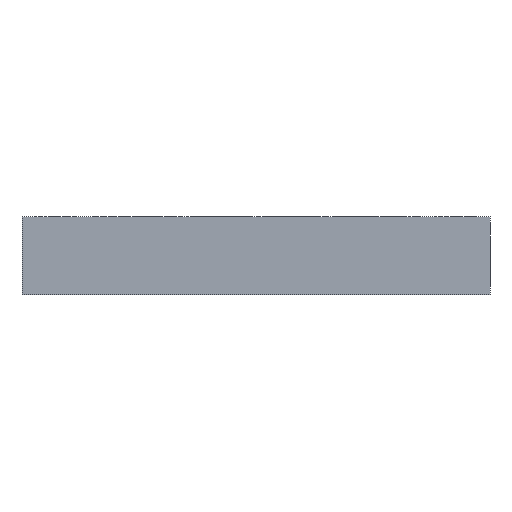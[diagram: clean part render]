
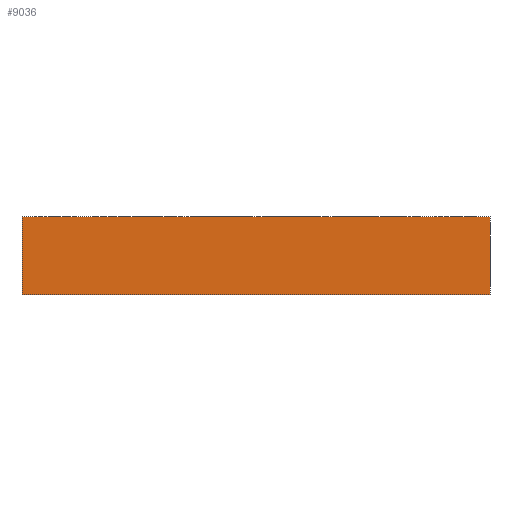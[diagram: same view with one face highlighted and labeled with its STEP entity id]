
A CAD part, left-side view. The second image highlights one B-rep face of the part: STEP entity #9036.
In plain terms, the highlighted planar face has unit normal (-1, 0, 0).
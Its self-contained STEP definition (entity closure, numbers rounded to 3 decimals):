
#603=PLANE('',#9568);
#1053=FACE_OUTER_BOUND('',#1552,.T.);
#1552=EDGE_LOOP('',(#8065,#8066,#8067,#8068));
#1909=LINE('',#13440,#2769);
#2325=LINE('',#14465,#3185);
#2442=LINE('',#15756,#3302);
#2443=LINE('',#15757,#3303);
#2769=VECTOR('',#10083,10.);
#3185=VECTOR('',#10815,10.);
#3302=VECTOR('',#11458,10.);
#3303=VECTOR('',#11459,10.);
#3848=VERTEX_POINT('',#13433);
#3851=VERTEX_POINT('',#13438);
#4149=VERTEX_POINT('',#14462);
#4150=VERTEX_POINT('',#14464);
#4865=EDGE_CURVE('',#3848,#3851,#1909,.T.);
#5305=EDGE_CURVE('',#4149,#4150,#2325,.T.);
#5637=EDGE_CURVE('',#4149,#3848,#2442,.T.);
#5638=EDGE_CURVE('',#4150,#3851,#2443,.T.);
#8065=ORIENTED_EDGE('',*,*,#5637,.T.);
#8066=ORIENTED_EDGE('',*,*,#4865,.T.);
#8067=ORIENTED_EDGE('',*,*,#5638,.F.);
#8068=ORIENTED_EDGE('',*,*,#5305,.F.);
#9036=ADVANCED_FACE('',(#1053),#603,.T.);
#9568=AXIS2_PLACEMENT_3D('',#15755,#11456,#11457);
#10083=DIRECTION('',(0.,0.,1.));
#10815=DIRECTION('',(0.,0.,1.));
#11456=DIRECTION('center_axis',(-1.,0.,0.));
#11457=DIRECTION('ref_axis',(0.,-1.,0.));
#11458=DIRECTION('',(0.,-1.,0.));
#11459=DIRECTION('',(0.,-1.,0.));
#13433=CARTESIAN_POINT('',(0.,0.,0.));
#13438=CARTESIAN_POINT('',(0.,0.,25.4));
#13440=CARTESIAN_POINT('',(0.,0.,0.));
#14462=CARTESIAN_POINT('',(0.,152.4,0.));
#14464=CARTESIAN_POINT('',(0.,152.4,25.4));
#14465=CARTESIAN_POINT('',(0.,152.4,0.));
#15755=CARTESIAN_POINT('Origin',(0.,152.4,0.));
#15756=CARTESIAN_POINT('',(0.,152.4,0.));
#15757=CARTESIAN_POINT('',(0.,152.4,25.4));
